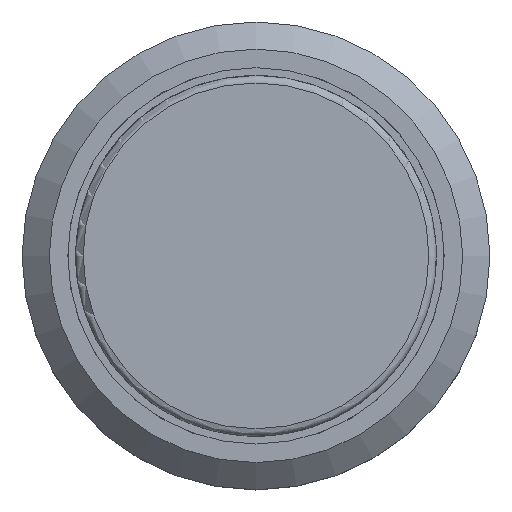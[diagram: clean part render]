
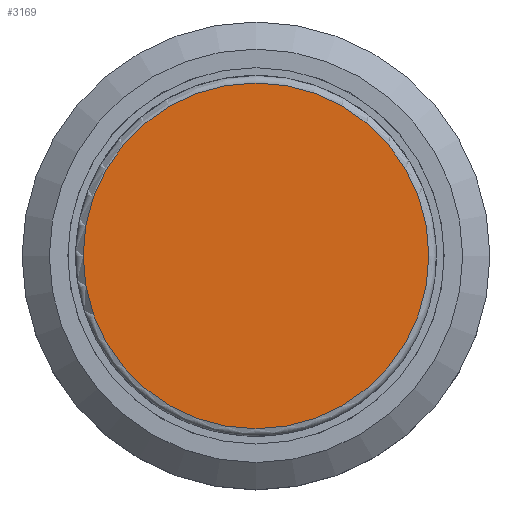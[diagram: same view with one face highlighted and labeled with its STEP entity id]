
A CAD part, top view. The second image highlights one B-rep face of the part: STEP entity #3169.
In plain terms, the highlighted planar face has unit normal (0, 0, 1).
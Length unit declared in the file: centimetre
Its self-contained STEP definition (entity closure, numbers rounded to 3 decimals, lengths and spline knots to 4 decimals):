
#122=PLANE('',#3438);
#850=FACE_OUTER_BOUND('',#1067,.T.);
#1067=EDGE_LOOP('',(#2443));
#1312=CIRCLE('',#3435,0.92);
#1525=VERTEX_POINT('',#4987);
#1878=EDGE_CURVE('',#1525,#1525,#1312,.T.);
#2443=ORIENTED_EDGE('',*,*,#1878,.F.);
#3169=ADVANCED_FACE('',(#850),#122,.F.);
#3435=AXIS2_PLACEMENT_3D('',#4988,#3987,#3988);
#3438=AXIS2_PLACEMENT_3D('',#4997,#3998,#3999);
#3987=DIRECTION('center_axis',(0.,0.,
-1.));
#3988=DIRECTION('ref_axis',(0.,-1.,0.));
#3998=DIRECTION('center_axis',(0.,0.,
-1.));
#3999=DIRECTION('ref_axis',(0.,-1.,0.));
#4987=CARTESIAN_POINT('',(0.,0.9404,0.783));
#4988=CARTESIAN_POINT('Origin',(0.,0.0204,
0.783));
#4997=CARTESIAN_POINT('Origin',(0.,0.0204,
0.783));
